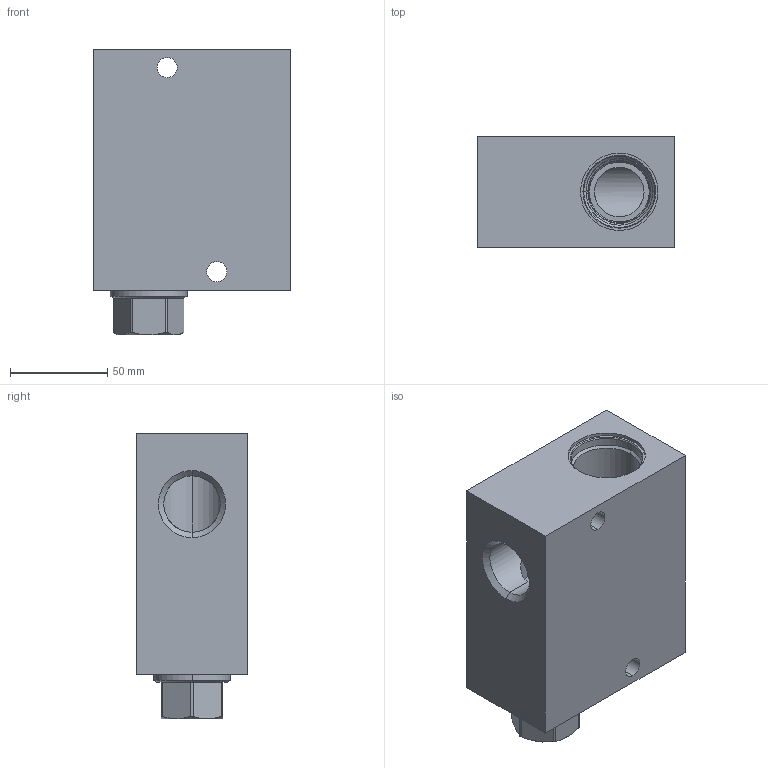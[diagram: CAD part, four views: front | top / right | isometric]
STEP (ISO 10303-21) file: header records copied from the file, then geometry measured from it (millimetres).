
FILE_DESCRIPTION((''),'2;1');
FILE_NAME('INE_ASM','2023-10-16T',('ProEService'),(''),'PRO/ENGINEER BY PARAMETRIC TECHNOLOGY CORPORATION, 2014200','PRO/ENGINEER BY PARAMETRIC TECHNOLOGY CORPORATION, 2014200','');
FILE_SCHEMA(('CONFIG_CONTROL_DESIGN'));
Length unit declared in the file: inch
Products named in the file (3): 150-758-002; CXHAXAN; INE_ASM
Assembly tree (2 placements, depth 2):
  INE_ASM
    150-758-002
    CXHAXAN
Bounding box: 101.6 x 57.15 x 146.86 mm (x, y, z)
Volume: 567731.8 mm3; surface area: 95113.7 mm2
Topology: 4 solids, 4 shells, 214 faces, 659 edges, 540 vertices
Faces by surface type: cylinder 100, cone 48, plane 39, torus 19, revolution 8
Entity records: 8978 total; most frequent: CARTESIAN_POINT 3088, DIRECTION 1249, ORIENTED_EDGE 984, EDGE_CURVE 492, AXIS2_PLACEMENT_3D 449, VECTOR 343, LINE 343, VERTEX_POINT 296
